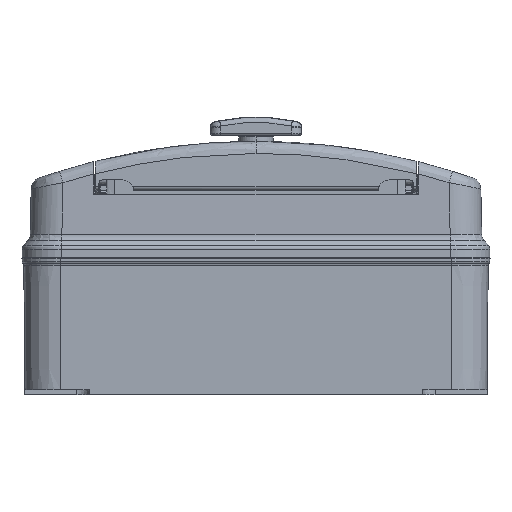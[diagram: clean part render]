
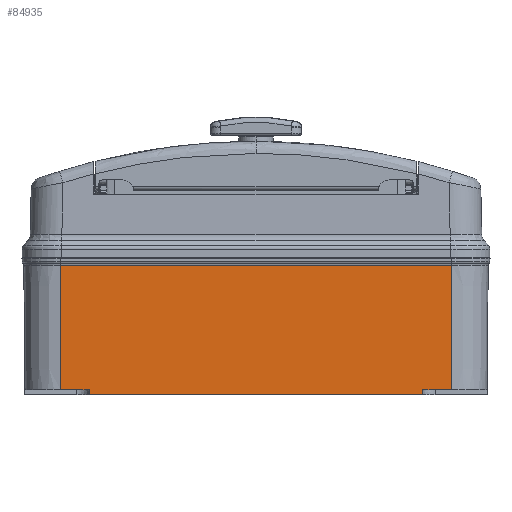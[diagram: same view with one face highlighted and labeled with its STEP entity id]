
A CAD part, left-side view. The second image highlights one B-rep face of the part: STEP entity #84935.
In plain terms, the highlighted face is planar.
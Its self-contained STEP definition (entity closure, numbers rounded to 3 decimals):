
#7097 = EDGE_CURVE ( 'NONE', #160791, #60300, #137131, .T. ) ;
#12836 = VECTOR ( 'NONE', #153915, 1000. ) ;
#15438 = DIRECTION ( 'NONE',  ( -0.009, -0.009, -1. ) ) ;
#15857 = VECTOR ( 'NONE', #142604, 1000. ) ;
#20442 = LINE ( 'NONE', #144318, #15857 ) ;
#20635 = VECTOR ( 'NONE', #30960, 1000. ) ;
#26606 = VERTEX_POINT ( 'NONE', #107499 ) ;
#27758 = ORIENTED_EDGE ( 'NONE', *, *, #53425, .T. ) ;
#28006 = EDGE_CURVE ( 'NONE', #106166, #26606, #73822, .T. ) ;
#30186 = AXIS2_PLACEMENT_3D ( 'NONE', #160591, #129928, #78898 ) ;
#30960 = DIRECTION ( 'NONE',  ( 1., 0., 0. ) ) ;
#31259 = CARTESIAN_POINT ( 'NONE',  ( -82.565, -149.152, 2.724 ) ) ;
#32136 = CARTESIAN_POINT ( 'NONE',  ( -81.978, -148.565, 70. ) ) ;
#32672 = VERTEX_POINT ( 'NONE', #112867 ) ;
#36798 = FACE_OUTER_BOUND ( 'NONE', #124746, .T. ) ;
#37056 = EDGE_CURVE ( 'NONE', #112934, #140344, #20442, .T. ) ;
#42051 = ORIENTED_EDGE ( 'NONE', *, *, #53539, .T. ) ;
#44511 = ORIENTED_EDGE ( 'NONE', *, *, #68258, .F. ) ;
#45207 = VECTOR ( 'NONE', #123970, 1000. ) ;
#46763 = CARTESIAN_POINT ( 'NONE',  ( -114.15, -148.587, 67.5 ) ) ;
#48120 = VERTEX_POINT ( 'NONE', #137982 ) ;
#49752 = ORIENTED_EDGE ( 'NONE', *, *, #136151, .F. ) ;
#53418 = PLANE ( 'NONE',  #30186 ) ;
#53425 = EDGE_CURVE ( '������91', #32672, #106166, #64781, .T. ) ;
#53539 = EDGE_CURVE ( 'NONE', #140344, #60300, #152520, .T. ) ;
#57807 = ORIENTED_EDGE ( 'NONE', *, *, #154342, .T. ) ;
#60300 = VERTEX_POINT ( 'NONE', #141262 ) ;
#64674 = CARTESIAN_POINT ( 'NONE',  ( -96.15, -148.587, 67.5 ) ) ;
#64781 = LINE ( 'NONE', #91968, #107359 ) ;
#68258 = EDGE_CURVE ( 'NONE', #48120, #26606, #99500, .T. ) ;
#70361 = CARTESIAN_POINT ( 'NONE',  ( -114.15, -148.587, 67.5 ) ) ;
#73169 = LINE ( 'NONE', #113600, #115622 ) ;
#73822 = LINE ( 'NONE', #164371, #80302 ) ;
#74393 = ORIENTED_EDGE ( 'NONE', *, *, #7097, .F. ) ;
#78898 = DIRECTION ( 'NONE',  ( 0., -0.009, -1. ) ) ;
#78958 = CARTESIAN_POINT ( 'NONE',  ( 96.15, -149.121, 6.284 ) ) ;
#80302 = VECTOR ( 'NONE', #100218, 1000. ) ;
#84935 = ADVANCED_FACE ( '�����16', ( #36798 ), #53418, .T. ) ;
#91968 = CARTESIAN_POINT ( 'NONE',  ( -114.15, -149.121, 6.284 ) ) ;
#99500 = LINE ( 'NONE', #46763, #20635 ) ;
#100218 = DIRECTION ( 'NONE',  ( 0., 0.009, 1. ) ) ;
#106166 = VERTEX_POINT ( 'NONE', #78958 ) ;
#107359 = VECTOR ( 'NONE', #148171, 1000. ) ;
#107499 = CARTESIAN_POINT ( 'NONE',  ( 96.15, -148.587, 67.5 ) ) ;
#112867 = CARTESIAN_POINT ( 'NONE',  ( -96.15, -149.121, 6.284 ) ) ;
#112934 = VERTEX_POINT ( 'NONE', #139377 ) ;
#113600 = CARTESIAN_POINT ( 'NONE',  ( -96.15, -149.15, 3. ) ) ;
#115622 = VECTOR ( 'NONE', #125911, 1000. ) ;
#115799 = VECTOR ( 'NONE', #15438, 1000. ) ;
#117948 = ORIENTED_EDGE ( 'NONE', *, *, #37056, .T. ) ;
#123970 = DIRECTION ( 'NONE',  ( 1., 0., 0. ) ) ;
#124746 = EDGE_LOOP ( 'NONE', ( #57807, #27758, #139055, #44511, #49752, #117948, #42051, #74393 ) ) ;
#125911 = DIRECTION ( 'NONE',  ( 0., -0.009, -1. ) ) ;
#129928 = DIRECTION ( 'NONE',  ( 0., -1., 0.009 ) ) ;
#136151 = EDGE_CURVE ( 'NONE', #112934, #48120, #167093, .T. ) ;
#137131 = LINE ( 'NONE', #70361, #45207 ) ;
#137982 = CARTESIAN_POINT ( 'NONE',  ( 82., -148.587, 67.5 ) ) ;
#139055 = ORIENTED_EDGE ( 'NONE', *, *, #28006, .T. ) ;
#139377 = CARTESIAN_POINT ( 'NONE',  ( 81.978, -148.565, 70. ) ) ;
#140344 = VERTEX_POINT ( 'NONE', #32136 ) ;
#141262 = CARTESIAN_POINT ( 'NONE',  ( -82., -148.587, 67.5 ) ) ;
#142604 = DIRECTION ( 'NONE',  ( -1., 0., 0. ) ) ;
#144318 = CARTESIAN_POINT ( 'NONE',  ( -114.15, -148.565, 70. ) ) ;
#148171 = DIRECTION ( 'NONE',  ( 1., 0., 0. ) ) ;
#152520 = LINE ( 'NONE', #31259, #115799 ) ;
#153915 = DIRECTION ( 'NONE',  ( 0.009, -0.009, -1. ) ) ;
#154342 = EDGE_CURVE ( 'NONE', #160791, #32672, #73169, .T. ) ;
#160591 = CARTESIAN_POINT ( 'NONE',  ( -114.15, -149.15, 3. ) ) ;
#160791 = VERTEX_POINT ( 'NONE', #64674 ) ;
#164371 = CARTESIAN_POINT ( 'NONE',  ( 96.15, -149.15, 3. ) ) ;
#164487 = CARTESIAN_POINT ( 'NONE',  ( 82., -148.587, 67.495 ) ) ;
#167093 = LINE ( 'NONE', #164487, #12836 ) ;
